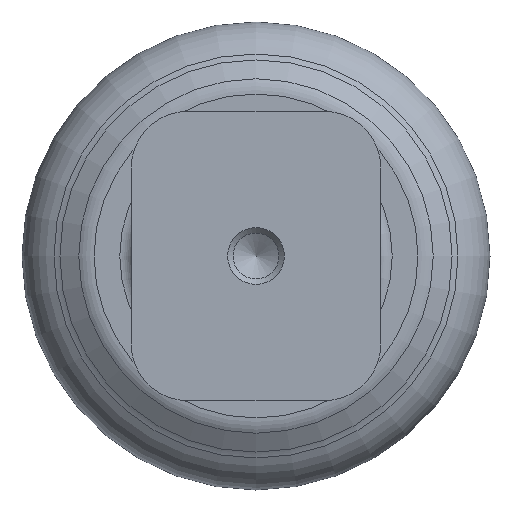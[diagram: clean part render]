
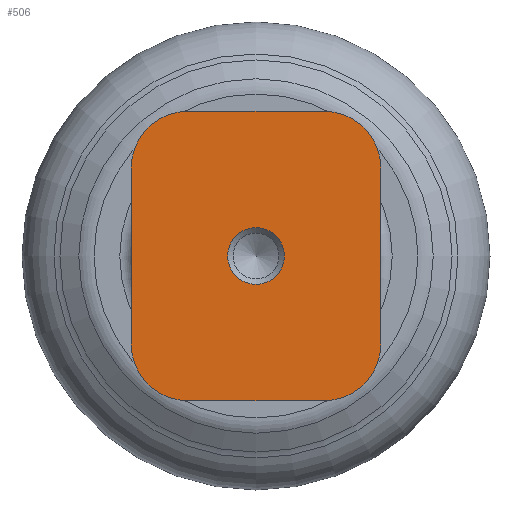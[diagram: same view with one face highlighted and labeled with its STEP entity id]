
A CAD part, front view. The second image highlights one B-rep face of the part: STEP entity #506.
In plain terms, the highlighted planar face has unit normal (0, -1, 0).
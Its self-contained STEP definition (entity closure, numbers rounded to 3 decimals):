
#17=FACE_BOUND('',#111,.T.);
#24=PLANE('',#604);
#76=FACE_OUTER_BOUND('',#110,.T.);
#110=EDGE_LOOP('',(#462,#463,#464,#465,#466,#467,#468,#469));
#111=EDGE_LOOP('',(#470));
#125=LINE('',#856,#151);
#129=LINE('',#865,#155);
#132=LINE('',#877,#158);
#135=LINE('',#884,#161);
#151=VECTOR('',#682,10.);
#155=VECTOR('',#692,10.);
#158=VECTOR('',#705,10.);
#161=VECTOR('',#714,10.);
#166=CIRCLE('',#531,2.);
#184=CIRCLE('',#560,4.);
#185=CIRCLE('',#563,4.);
#187=CIRCLE('',#568,4.);
#188=CIRCLE('',#571,4.);
#213=VERTEX_POINT('',#797);
#231=VERTEX_POINT('',#853);
#232=VERTEX_POINT('',#855);
#233=VERTEX_POINT('',#859);
#234=VERTEX_POINT('',#863);
#235=VERTEX_POINT('',#867);
#237=VERTEX_POINT('',#874);
#238=VERTEX_POINT('',#876);
#239=VERTEX_POINT('',#880);
#258=EDGE_CURVE('',#213,#213,#166,.T.);
#287=EDGE_CURVE('',#232,#231,#125,.T.);
#290=EDGE_CURVE('',#231,#233,#184,.T.);
#292=EDGE_CURVE('',#233,#234,#129,.T.);
#294=EDGE_CURVE('',#234,#235,#185,.T.);
#297=EDGE_CURVE('',#238,#237,#132,.T.);
#299=EDGE_CURVE('',#239,#238,#187,.T.);
#301=EDGE_CURVE('',#235,#239,#135,.T.);
#302=EDGE_CURVE('',#237,#232,#188,.T.);
#462=ORIENTED_EDGE('',*,*,#297,.T.);
#463=ORIENTED_EDGE('',*,*,#302,.T.);
#464=ORIENTED_EDGE('',*,*,#287,.T.);
#465=ORIENTED_EDGE('',*,*,#290,.T.);
#466=ORIENTED_EDGE('',*,*,#292,.T.);
#467=ORIENTED_EDGE('',*,*,#294,.T.);
#468=ORIENTED_EDGE('',*,*,#301,.T.);
#469=ORIENTED_EDGE('',*,*,#299,.T.);
#470=ORIENTED_EDGE('',*,*,#258,.T.);
#506=ADVANCED_FACE('',(#76,#17),#24,.T.);
#531=AXIS2_PLACEMENT_3D('',#798,#615,#616);
#560=AXIS2_PLACEMENT_3D('',#861,#687,#688);
#563=AXIS2_PLACEMENT_3D('',#869,#696,#697);
#568=AXIS2_PLACEMENT_3D('',#881,#709,#710);
#571=AXIS2_PLACEMENT_3D('',#886,#717,#718);
#604=AXIS2_PLACEMENT_3D('',#938,#786,#787);
#615=DIRECTION('center_axis',(0.,1.,0.));
#616=DIRECTION('ref_axis',(1.,0.,0.));
#682=DIRECTION('',(1.,0.,0.));
#687=DIRECTION('center_axis',(0.,-1.,0.));
#688=DIRECTION('ref_axis',(0.,0.,1.));
#692=DIRECTION('',(0.,0.,1.));
#696=DIRECTION('center_axis',(0.,-1.,0.));
#697=DIRECTION('ref_axis',(-1.,0.,0.));
#705=DIRECTION('',(0.,0.,-1.));
#709=DIRECTION('center_axis',(0.,-1.,0.));
#710=DIRECTION('ref_axis',(0.,0.,-1.));
#714=DIRECTION('',(-1.,0.,0.));
#717=DIRECTION('center_axis',(0.,-1.,0.));
#718=DIRECTION('ref_axis',(1.,0.,0.));
#786=DIRECTION('center_axis',(0.,-1.,0.));
#787=DIRECTION('ref_axis',(0.,0.,-1.));
#797=CARTESIAN_POINT('',(-2.,0.,0.));
#798=CARTESIAN_POINT('Origin',(0.,0.,0.));
#853=CARTESIAN_POINT('',(4.8,0.,-10.2));
#855=CARTESIAN_POINT('',(-4.8,0.,-10.2));
#856=CARTESIAN_POINT('',(-2.4,0.,-10.2));
#859=CARTESIAN_POINT('',(8.8,0.,-6.2));
#861=CARTESIAN_POINT('Origin',(4.8,0.,-6.2));
#863=CARTESIAN_POINT('',(8.8,0.,6.2));
#865=CARTESIAN_POINT('',(8.8,0.,-3.1));
#867=CARTESIAN_POINT('',(4.8,0.,10.2));
#869=CARTESIAN_POINT('Origin',(4.8,0.,6.2));
#874=CARTESIAN_POINT('',(-8.8,0.,-6.2));
#876=CARTESIAN_POINT('',(-8.8,0.,6.2));
#877=CARTESIAN_POINT('',(-8.8,0.,3.1));
#880=CARTESIAN_POINT('',(-4.8,0.,10.2));
#881=CARTESIAN_POINT('Origin',(-4.8,0.,6.2));
#884=CARTESIAN_POINT('',(2.4,0.,10.2));
#886=CARTESIAN_POINT('Origin',(-4.8,0.,-6.2));
#938=CARTESIAN_POINT('Origin',(0.,0.,0.));
